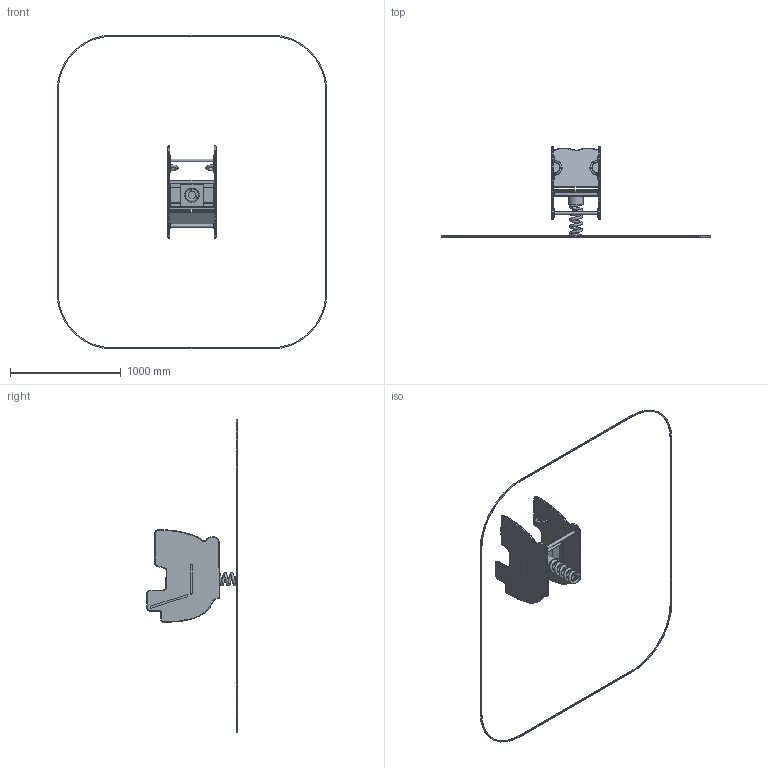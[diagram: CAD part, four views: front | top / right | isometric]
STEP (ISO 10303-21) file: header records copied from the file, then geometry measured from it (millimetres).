
FILE_DESCRIPTION(('STEP AP214'), '1');
FILE_NAME('Êà÷àëêà íà ïðóæèíå ÊÁ-12 ñ ÔÊ', '', ('UNSPECIFIED'), ('UNSPECIFIED'), 'C3D Converter', 'C3D Toolkit', '');
FILE_SCHEMA(('AUTOMOTIVE_DESIGN { 1 0 10303 214 3 1 1}'));
Length unit declared in the file: millimetre
Products named in the file (30): КБ-12.00.00.00; ФК-01.00; ФК-03.01; ФК-01.01; ФК-02.01; КБ-12.00.00.01; КБ-12.01.00.00; НФ-00002668; КБ-202.01.02; КБ-202.01.01; КБ-202.01.06; ст3пс; КБ-202.01.05; КБ-202.01.03; КБ-02.1-01.00.00; СИС-11.01; КБ-02.1-01.00.01; КБ-12.00.00.03; КБ-12.00.00.04; КБ-12.00.00.02; КБ-02.1-02.00.00; СИС-65.01; ПС-01К.01.01
Assembly tree (49 placements, depth 4):
  КБ-12.00.00.00
    ФК-01.00
      ФК-03.01
      ФК-03.01  x3
      ФК-01.01
      ФК-01.01  x7
      ФК-02.01  x4
      (unnamed)
      (unnamed)  x4
    КБ-12.00.00.00
      КБ-12.00.00.01
      КБ-12.01.00.00
        НФ-00002668
        КБ-202.01.02
        КБ-202.01.01
        КБ-202.01.06
        КБ-202.01.06
        ст3пс
        ст3пс
        КБ-202.01.05  x2
        КБ-202.01.03  x2
      КБ-02.1-01.00.00  x2
        СИС-11.01
        КБ-02.1-01.00.01
      КБ-12.00.00.03
      КБ-12.00.00.04
      КБ-12.00.00.02
      КБ-02.1-02.00.00  x2
        СИС-65.01
        ПС-01К.01.01
Bounding box: 2436 x 820.3 x 2835.63 mm (x, y, z)
Volume: 22969554.2 mm3; surface area: 3449863.2 mm2
Topology: 25 solids, 25 shells, 340 faces, 759 edges, 470 vertices
Faces by surface type: plane 139, cylinder 125, torus 48, bspline 19, extrusion 9
Full cylindrical faces by diameter (mm): 12 x1, 21.4 x2, 27 x2, 120 x1, 130 x1
Entity records: 25531 total; most frequent: CARTESIAN_POINT 16813, DIRECTION 1348, ORIENTED_EDGE 1182, EDGE_CURVE 591, AXIS2_PLACEMENT_3D 525, VERTEX_POINT 362, VECTOR 298, LINE 289
